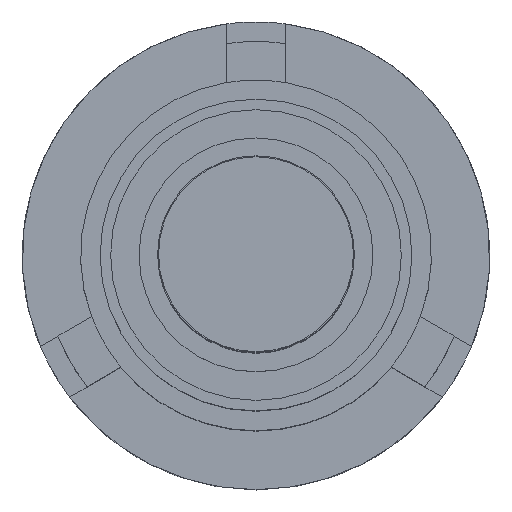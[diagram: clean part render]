
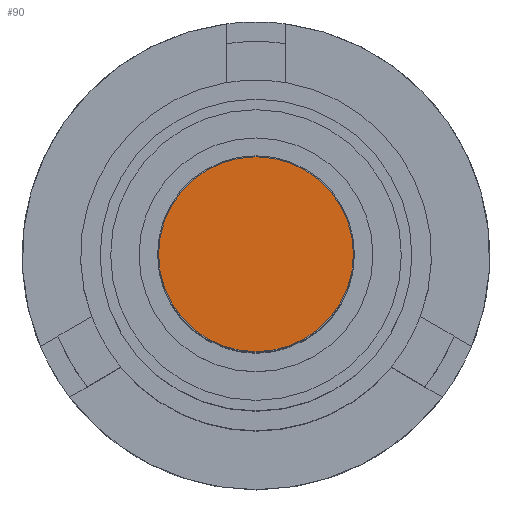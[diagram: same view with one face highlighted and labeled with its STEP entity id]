
A CAD part, top view. The second image highlights one B-rep face of the part: STEP entity #90.
In plain terms, the highlighted planar face has unit normal (0, 0, 1).
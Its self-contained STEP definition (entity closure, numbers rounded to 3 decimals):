
#34=PLANE('',#1345);
#90=ADVANCED_FACE('',(#163),#34,.T.);
#163=FACE_OUTER_BOUND('',#238,.F.);
#238=EDGE_LOOP('',(#382,#383));
#382=ORIENTED_EDGE('',*,*,#907,.F.);
#383=ORIENTED_EDGE('',*,*,#906,.F.);
#906=EDGE_CURVE('',#1206,#1205,#1066,.T.);
#907=EDGE_CURVE('',#1205,#1206,#1067,.T.);
#1066=CIRCLE('',#1273,5.);
#1067=CIRCLE('',#1274,5.);
#1205=VERTEX_POINT('',#1880);
#1206=VERTEX_POINT('',#1881);
#1273=AXIS2_PLACEMENT_3D('',#1931,#1440,#1441);
#1274=AXIS2_PLACEMENT_3D('',#1932,#1442,#1443);
#1345=AXIS2_PLACEMENT_3D('',#2110,#1673,#1674);
#1440=DIRECTION('',(0.,0.,1.));
#1441=DIRECTION('',(0.,1.,0.));
#1442=DIRECTION('',(0.,0.,1.));
#1443=DIRECTION('',(0.,-1.,0.));
#1673=DIRECTION('',(0.,0.,1.));
#1674=DIRECTION('',(1.,0.,0.));
#1880=CARTESIAN_POINT('',(34.,-5.,0.));
#1881=CARTESIAN_POINT('',(34.,5.,0.));
#1931=CARTESIAN_POINT('',(34.,0.,0.));
#1932=CARTESIAN_POINT('',(34.,0.,0.));
#2110=CARTESIAN_POINT('',(28.9,-5.1,0.));
